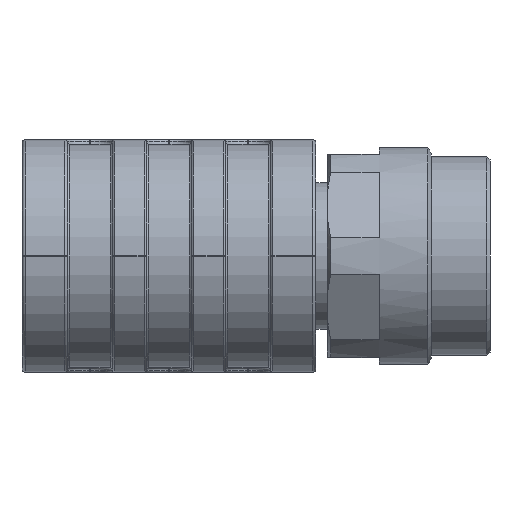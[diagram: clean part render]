
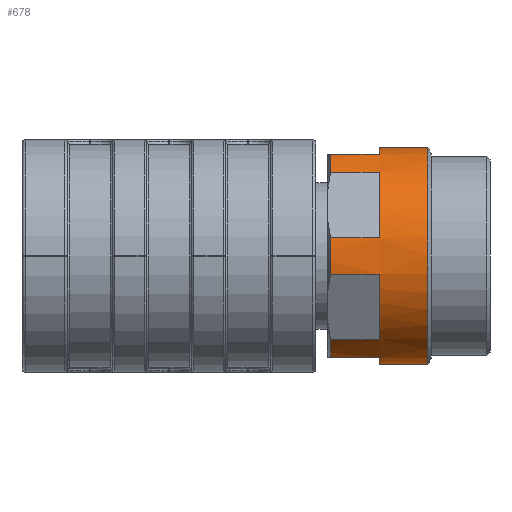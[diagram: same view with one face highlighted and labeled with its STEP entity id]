
A CAD part, front view. The second image highlights one B-rep face of the part: STEP entity #678.
In plain terms, the highlighted cylindrical face has radius 4.8 mm (diameter 9.6 mm), a full revolution.
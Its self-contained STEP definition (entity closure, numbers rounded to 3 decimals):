
#441=CYLINDRICAL_SURFACE('',#3814,4.8);
#678=ADVANCED_FACE('',(#793,#794),#441,.T.);
#793=FACE_BOUND('',#1038,.T.);
#794=FACE_BOUND('',#1039,.T.);
#1038=EDGE_LOOP('',(#2299));
#1039=EDGE_LOOP('',(#2300,#2301,#2302,#2303,#2304,#2305,#2306,#2307,#2308,
#2309,#2310,#2311,#2312,#2313,#2314,#2315,#2316,#2317,#2318,#2319,#2320,
#2321,#2322,#2323));
#1213=LINE('',#6079,#1389);
#1214=LINE('',#6080,#1390);
#1216=LINE('',#6083,#1392);
#1218=LINE('',#6087,#1394);
#1220=LINE('',#6092,#1396);
#1222=LINE('',#6096,#1398);
#1224=LINE('',#6101,#1400);
#1226=LINE('',#6105,#1402);
#1228=LINE('',#6110,#1404);
#1230=LINE('',#6114,#1406);
#1232=LINE('',#6119,#1408);
#1234=LINE('',#6123,#1410);
#1389=VECTOR('',#4855,1.);
#1390=VECTOR('',#4856,1.);
#1392=VECTOR('',#4860,1.);
#1394=VECTOR('',#4862,1.);
#1396=VECTOR('',#4870,1.);
#1398=VECTOR('',#4872,1.);
#1400=VECTOR('',#4880,1.);
#1402=VECTOR('',#4882,1.);
#1404=VECTOR('',#4890,1.);
#1406=VECTOR('',#4892,1.);
#1408=VECTOR('',#4900,1.);
#1410=VECTOR('',#4902,1.);
#2299=ORIENTED_EDGE('',*,*,#3020,.T.);
#2300=ORIENTED_EDGE('',*,*,#3052,.F.);
#2301=ORIENTED_EDGE('',*,*,#3045,.T.);
#2302=ORIENTED_EDGE('',*,*,#3057,.F.);
#2303=ORIENTED_EDGE('',*,*,#3058,.T.);
#2304=ORIENTED_EDGE('',*,*,#3055,.F.);
#2305=ORIENTED_EDGE('',*,*,#3033,.T.);
#2306=ORIENTED_EDGE('',*,*,#3062,.F.);
#2307=ORIENTED_EDGE('',*,*,#3063,.T.);
#2308=ORIENTED_EDGE('',*,*,#3060,.F.);
#2309=ORIENTED_EDGE('',*,*,#3037,.T.);
#2310=ORIENTED_EDGE('',*,*,#3067,.F.);
#2311=ORIENTED_EDGE('',*,*,#3068,.T.);
#2312=ORIENTED_EDGE('',*,*,#3065,.F.);
#2313=ORIENTED_EDGE('',*,*,#3025,.T.);
#2314=ORIENTED_EDGE('',*,*,#3072,.F.);
#2315=ORIENTED_EDGE('',*,*,#3073,.T.);
#2316=ORIENTED_EDGE('',*,*,#3070,.F.);
#2317=ORIENTED_EDGE('',*,*,#3041,.T.);
#2318=ORIENTED_EDGE('',*,*,#3077,.F.);
#2319=ORIENTED_EDGE('',*,*,#3078,.T.);
#2320=ORIENTED_EDGE('',*,*,#3075,.F.);
#2321=ORIENTED_EDGE('',*,*,#3029,.T.);
#2322=ORIENTED_EDGE('',*,*,#3053,.F.);
#2323=ORIENTED_EDGE('',*,*,#3050,.T.);
#2572=VERTEX_POINT('',#5970);
#2575=VERTEX_POINT('',#5979);
#2577=VERTEX_POINT('',#5986);
#2579=VERTEX_POINT('',#5994);
#2581=VERTEX_POINT('',#6001);
#2583=VERTEX_POINT('',#6009);
#2585=VERTEX_POINT('',#6016);
#2587=VERTEX_POINT('',#6024);
#2589=VERTEX_POINT('',#6031);
#2591=VERTEX_POINT('',#6039);
#2593=VERTEX_POINT('',#6046);
#2595=VERTEX_POINT('',#6054);
#2597=VERTEX_POINT('',#6061);
#2601=VERTEX_POINT('',#6074);
#2602=VERTEX_POINT('',#6075);
#2603=VERTEX_POINT('',#6084);
#2604=VERTEX_POINT('',#6086);
#2605=VERTEX_POINT('',#6093);
#2606=VERTEX_POINT('',#6095);
#2607=VERTEX_POINT('',#6102);
#2608=VERTEX_POINT('',#6104);
#2609=VERTEX_POINT('',#6111);
#2610=VERTEX_POINT('',#6113);
#2611=VERTEX_POINT('',#6120);
#2612=VERTEX_POINT('',#6122);
#3020=EDGE_CURVE('',#2572,#2572,#3321,.T.);
#3025=EDGE_CURVE('',#2575,#2577,#3324,.T.);
#3029=EDGE_CURVE('',#2579,#2581,#3326,.T.);
#3033=EDGE_CURVE('',#2583,#2585,#3328,.T.);
#3037=EDGE_CURVE('',#2587,#2589,#3330,.T.);
#3041=EDGE_CURVE('',#2591,#2593,#3332,.T.);
#3045=EDGE_CURVE('',#2595,#2597,#3334,.T.);
#3050=EDGE_CURVE('',#2602,#2601,#3338,.T.);
#3052=EDGE_CURVE('',#2595,#2601,#1213,.T.);
#3053=EDGE_CURVE('',#2602,#2581,#1214,.T.);
#3055=EDGE_CURVE('',#2583,#2603,#1216,.T.);
#3057=EDGE_CURVE('',#2604,#2597,#1218,.T.);
#3058=EDGE_CURVE('',#2604,#2603,#3339,.T.);
#3060=EDGE_CURVE('',#2587,#2605,#1220,.T.);
#3062=EDGE_CURVE('',#2606,#2585,#1222,.T.);
#3063=EDGE_CURVE('',#2606,#2605,#3340,.T.);
#3065=EDGE_CURVE('',#2575,#2607,#1224,.T.);
#3067=EDGE_CURVE('',#2608,#2589,#1226,.T.);
#3068=EDGE_CURVE('',#2608,#2607,#3341,.T.);
#3070=EDGE_CURVE('',#2591,#2609,#1228,.T.);
#3072=EDGE_CURVE('',#2610,#2577,#1230,.T.);
#3073=EDGE_CURVE('',#2610,#2609,#3342,.T.);
#3075=EDGE_CURVE('',#2579,#2611,#1232,.T.);
#3077=EDGE_CURVE('',#2612,#2593,#1234,.T.);
#3078=EDGE_CURVE('',#2612,#2611,#3343,.T.);
#3321=CIRCLE('',#3761,4.8);
#3324=CIRCLE('',#3765,4.8);
#3326=CIRCLE('',#3768,4.8);
#3328=CIRCLE('',#3771,4.8);
#3330=CIRCLE('',#3774,4.8);
#3332=CIRCLE('',#3777,4.8);
#3334=CIRCLE('',#3780,4.8);
#3338=CIRCLE('',#3788,4.8);
#3339=CIRCLE('',#3792,4.8);
#3340=CIRCLE('',#3795,4.8);
#3341=CIRCLE('',#3798,4.8);
#3342=CIRCLE('',#3801,4.8);
#3343=CIRCLE('',#3804,4.8);
#3761=AXIS2_PLACEMENT_3D('',#5969,#4795,#4796);
#3765=AXIS2_PLACEMENT_3D('',#5987,#4803,#4804);
#3768=AXIS2_PLACEMENT_3D('',#6002,#4809,#4810);
#3771=AXIS2_PLACEMENT_3D('',#6017,#4815,#4816);
#3774=AXIS2_PLACEMENT_3D('',#6032,#4821,#4822);
#3777=AXIS2_PLACEMENT_3D('',#6047,#4827,#4828);
#3780=AXIS2_PLACEMENT_3D('',#6062,#4833,#4834);
#3788=AXIS2_PLACEMENT_3D('',#6076,#4850,#4851);
#3792=AXIS2_PLACEMENT_3D('',#6089,#4865,#4866);
#3795=AXIS2_PLACEMENT_3D('',#6098,#4875,#4876);
#3798=AXIS2_PLACEMENT_3D('',#6107,#4885,#4886);
#3801=AXIS2_PLACEMENT_3D('',#6116,#4895,#4896);
#3804=AXIS2_PLACEMENT_3D('',#6125,#4905,#4906);
#3814=AXIS2_PLACEMENT_3D('',#6139,#4925,#4926);
#4795=DIRECTION('',(-1.,0.,0.));
#4796=DIRECTION('',(0.,0.,1.));
#4803=DIRECTION('',(1.,0.,0.));
#4804=DIRECTION('',(0.,0.,1.));
#4809=DIRECTION('',(1.,0.,0.));
#4810=DIRECTION('',(0.,0.,1.));
#4815=DIRECTION('',(1.,0.,0.));
#4816=DIRECTION('',(0.,0.,1.));
#4821=DIRECTION('',(1.,0.,0.));
#4822=DIRECTION('',(0.,0.,1.));
#4827=DIRECTION('',(1.,0.,0.));
#4828=DIRECTION('',(0.,0.,1.));
#4833=DIRECTION('',(1.,0.,0.));
#4834=DIRECTION('',(0.,0.,1.));
#4850=DIRECTION('',(1.,0.,0.));
#4851=DIRECTION('',(0.,0.,1.));
#4855=DIRECTION('',(1.,0.,0.));
#4856=DIRECTION('',(-1.,0.,0.));
#4860=DIRECTION('',(1.,0.,0.));
#4862=DIRECTION('',(-1.,0.,0.));
#4865=DIRECTION('',(1.,0.,0.));
#4866=DIRECTION('',(0.,0.,1.));
#4870=DIRECTION('',(1.,0.,0.));
#4872=DIRECTION('',(-1.,0.,0.));
#4875=DIRECTION('',(1.,0.,0.));
#4876=DIRECTION('',(0.,0.,1.));
#4880=DIRECTION('',(1.,0.,0.));
#4882=DIRECTION('',(-1.,0.,0.));
#4885=DIRECTION('',(1.,0.,0.));
#4886=DIRECTION('',(0.,0.,1.));
#4890=DIRECTION('',(1.,0.,0.));
#4892=DIRECTION('',(-1.,0.,0.));
#4895=DIRECTION('',(1.,0.,0.));
#4896=DIRECTION('',(0.,0.,1.));
#4900=DIRECTION('',(1.,0.,0.));
#4902=DIRECTION('',(-1.,0.,0.));
#4905=DIRECTION('',(1.,0.,0.));
#4906=DIRECTION('',(0.,0.,1.));
#4925=DIRECTION('',(1.,0.,0.));
#4926=DIRECTION('',(0.,0.,-1.));
#5969=CARTESIAN_POINT('',(60.253,20.5,29.5));
#5970=CARTESIAN_POINT('',(60.253,20.5,34.3));
#5979=CARTESIAN_POINT('',(55.953,23.561,33.197));
#5986=CARTESIAN_POINT('',(55.953,22.169,34.));
#5987=CARTESIAN_POINT('',(55.953,20.5,29.5));
#5994=CARTESIAN_POINT('',(55.953,15.768,30.303));
#6001=CARTESIAN_POINT('',(55.953,15.768,28.696));
#6002=CARTESIAN_POINT('',(55.953,20.5,29.5));
#6009=CARTESIAN_POINT('',(55.953,22.171,25.));
#6016=CARTESIAN_POINT('',(55.953,23.563,25.804));
#6017=CARTESIAN_POINT('',(55.953,20.5,29.5));
#6024=CARTESIAN_POINT('',(55.953,25.232,28.697));
#6031=CARTESIAN_POINT('',(55.953,25.232,30.304));
#6032=CARTESIAN_POINT('',(55.953,20.5,29.5));
#6039=CARTESIAN_POINT('',(55.953,18.829,34.));
#6046=CARTESIAN_POINT('',(55.953,17.437,33.196));
#6047=CARTESIAN_POINT('',(55.953,20.5,29.5));
#6054=CARTESIAN_POINT('',(55.953,17.439,25.803));
#6061=CARTESIAN_POINT('',(55.953,18.831,25.));
#6062=CARTESIAN_POINT('',(55.953,20.5,29.5));
#6074=CARTESIAN_POINT('',(58.103,17.439,25.803));
#6075=CARTESIAN_POINT('',(58.103,15.768,28.696));
#6076=CARTESIAN_POINT('',(58.103,20.5,29.5));
#6079=CARTESIAN_POINT('',(87.803,17.439,25.803));
#6080=CARTESIAN_POINT('',(87.803,15.768,28.696));
#6083=CARTESIAN_POINT('',(87.803,22.171,25.));
#6084=CARTESIAN_POINT('',(58.103,22.171,25.));
#6086=CARTESIAN_POINT('',(58.103,18.831,25.));
#6087=CARTESIAN_POINT('',(87.803,18.831,25.));
#6089=CARTESIAN_POINT('',(58.103,20.5,29.5));
#6092=CARTESIAN_POINT('',(87.803,25.232,28.697));
#6093=CARTESIAN_POINT('',(58.103,25.232,28.697));
#6095=CARTESIAN_POINT('',(58.103,23.563,25.804));
#6096=CARTESIAN_POINT('',(87.803,23.563,25.804));
#6098=CARTESIAN_POINT('',(58.103,20.5,29.5));
#6101=CARTESIAN_POINT('',(87.803,23.561,33.197));
#6102=CARTESIAN_POINT('',(58.103,23.561,33.197));
#6104=CARTESIAN_POINT('',(58.103,25.232,30.304));
#6105=CARTESIAN_POINT('',(87.803,25.232,30.304));
#6107=CARTESIAN_POINT('',(58.103,20.5,29.5));
#6110=CARTESIAN_POINT('',(87.803,18.829,34.));
#6111=CARTESIAN_POINT('',(58.103,18.829,34.));
#6113=CARTESIAN_POINT('',(58.103,22.169,34.));
#6114=CARTESIAN_POINT('',(87.803,22.169,34.));
#6116=CARTESIAN_POINT('',(58.103,20.5,29.5));
#6119=CARTESIAN_POINT('',(87.803,15.768,30.303));
#6120=CARTESIAN_POINT('',(58.103,15.768,30.303));
#6122=CARTESIAN_POINT('',(58.103,17.437,33.196));
#6123=CARTESIAN_POINT('',(87.803,17.437,33.196));
#6125=CARTESIAN_POINT('',(58.103,20.5,29.5));
#6139=CARTESIAN_POINT('',(87.803,20.5,29.5));
